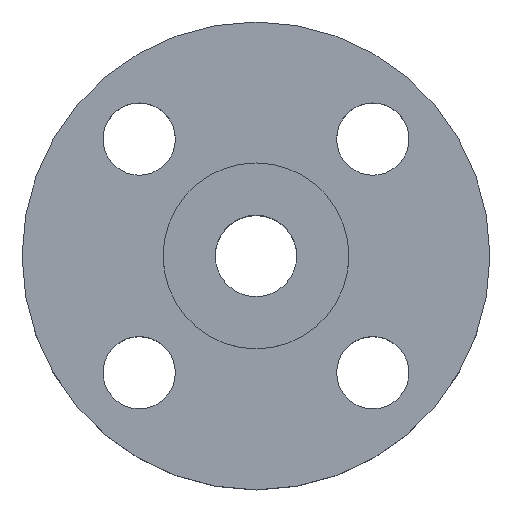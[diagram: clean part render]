
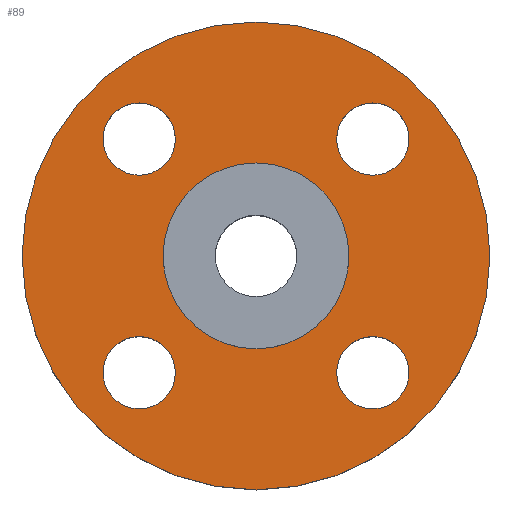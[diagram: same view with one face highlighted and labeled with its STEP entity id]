
A CAD part, top view. The second image highlights one B-rep face of the part: STEP entity #89.
In plain terms, the highlighted planar face has unit normal (0, 0, 1).
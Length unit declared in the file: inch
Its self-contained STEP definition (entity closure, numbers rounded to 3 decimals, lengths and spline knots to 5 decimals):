
#1 = CIRCLE ( 'NONE', #495, 3.625 ) ;
#24 = EDGE_LOOP ( 'NONE', ( #607, #213 ) ) ;
#26 = DIRECTION ( 'NONE',  ( 0., -1., 0. ) ) ;
#28 = ORIENTED_EDGE ( 'NONE', *, *, #153, .T. ) ;
#38 = CARTESIAN_POINT ( 'NONE',  ( -1.81019, -1.81019, 0. ) ) ;
#42 = DIRECTION ( 'NONE',  ( 0., 0., 1. ) ) ;
#57 = PLANE ( 'NONE',  #217 ) ;
#68 = ORIENTED_EDGE ( 'NONE', *, *, #334, .F. ) ;
#69 = DIRECTION ( 'NONE',  ( 1., 0., 0. ) ) ;
#80 = EDGE_LOOP ( 'NONE', ( #28, #95 ) ) ;
#82 = CARTESIAN_POINT ( 'NONE',  ( 1.81019, -2.37019, 0. ) ) ;
#87 = CARTESIAN_POINT ( 'NONE',  ( 1.81019, -1.81019, 0. ) ) ;
#89 = ADVANCED_FACE ( 'NONE', ( #297, #687, #691, #120, #360, #623 ), #57, .T. ) ;
#95 = ORIENTED_EDGE ( 'NONE', *, *, #438, .T. ) ;
#98 = DIRECTION ( 'NONE',  ( 0., 0., 1. ) ) ;
#102 = CIRCLE ( 'NONE', #696, 0.56 ) ;
#108 = DIRECTION ( 'NONE',  ( 1., 0., 0. ) ) ;
#120 = FACE_BOUND ( 'NONE', #281, .T. ) ;
#121 = CIRCLE ( 'NONE', #610, 0.56 ) ;
#123 = DIRECTION ( 'NONE',  ( 0., 0., 1. ) ) ;
#125 = EDGE_CURVE ( 'NONE', #392, #260, #121, .T. ) ;
#128 = CARTESIAN_POINT ( 'NONE',  ( -1.25019, -1.81019, 0. ) ) ;
#131 = VERTEX_POINT ( 'NONE', #635 ) ;
#132 = CARTESIAN_POINT ( 'NONE',  ( -1.81019, 2.37019, 0. ) ) ;
#139 = DIRECTION ( 'NONE',  ( 0., -1., 0. ) ) ;
#142 = VERTEX_POINT ( 'NONE', #246 ) ;
#153 = EDGE_CURVE ( 'NONE', #131, #142, #1, .T. ) ;
#157 = DIRECTION ( 'NONE',  ( 0., 0., 1. ) ) ;
#163 = VERTEX_POINT ( 'NONE', #369 ) ;
#188 = CARTESIAN_POINT ( 'NONE',  ( -1.81019, -1.81019, 0. ) ) ;
#191 = DIRECTION ( 'NONE',  ( 1., 0., 0. ) ) ;
#194 = CARTESIAN_POINT ( 'NONE',  ( 1.81019, -1.81019, 0. ) ) ;
#206 = DIRECTION ( 'NONE',  ( 0., 0., 1. ) ) ;
#209 = CIRCLE ( 'NONE', #353, 0.56 ) ;
#213 = ORIENTED_EDGE ( 'NONE', *, *, #285, .F. ) ;
#217 = AXIS2_PLACEMENT_3D ( 'NONE', #815, #294, #559 ) ;
#241 = CARTESIAN_POINT ( 'NONE',  ( -1.81019, 1.81019, 0. ) ) ;
#245 = AXIS2_PLACEMENT_3D ( 'NONE', #87, #400, #26 ) ;
#246 = CARTESIAN_POINT ( 'NONE',  ( -3.625, 0., 0. ) ) ;
#250 = VERTEX_POINT ( 'NONE', #675 ) ;
#256 = DIRECTION ( 'NONE',  ( -1., 0., 0. ) ) ;
#259 = EDGE_CURVE ( 'NONE', #260, #392, #586, .T. ) ;
#260 = VERTEX_POINT ( 'NONE', #391 ) ;
#264 = ORIENTED_EDGE ( 'NONE', *, *, #315, .F. ) ;
#281 = EDGE_LOOP ( 'NONE', ( #637, #443 ) ) ;
#282 = VERTEX_POINT ( 'NONE', #659 ) ;
#283 = AXIS2_PLACEMENT_3D ( 'NONE', #622, #807, #69 ) ;
#285 = EDGE_CURVE ( 'NONE', #664, #329, #602, .T. ) ;
#288 = EDGE_CURVE ( 'NONE', #163, #604, #811, .T. ) ;
#294 = DIRECTION ( 'NONE',  ( 0., 0., 1. ) ) ;
#297 = FACE_BOUND ( 'NONE', #667, .T. ) ;
#308 = DIRECTION ( 'NONE',  ( 0., 0., 1. ) ) ;
#315 = EDGE_CURVE ( 'NONE', #282, #613, #503, .T. ) ;
#322 = AXIS2_PLACEMENT_3D ( 'NONE', #194, #206, #139 ) ;
#329 = VERTEX_POINT ( 'NONE', #663 ) ;
#331 = DIRECTION ( 'NONE',  ( 0., 0., 1. ) ) ;
#334 = EDGE_CURVE ( 'NONE', #545, #250, #209, .T. ) ;
#336 = EDGE_CURVE ( 'NONE', #329, #664, #684, .T. ) ;
#340 = CIRCLE ( 'NONE', #708, 0.56 ) ;
#353 = AXIS2_PLACEMENT_3D ( 'NONE', #792, #331, #780 ) ;
#360 = FACE_BOUND ( 'NONE', #24, .T. ) ;
#369 = CARTESIAN_POINT ( 'NONE',  ( 2.37019, 1.81019, 0. ) ) ;
#391 = CARTESIAN_POINT ( 'NONE',  ( -2.37019, -1.81019, 0. ) ) ;
#392 = VERTEX_POINT ( 'NONE', #128 ) ;
#394 = CARTESIAN_POINT ( 'NONE',  ( 1.44, 0., 0. ) ) ;
#400 = DIRECTION ( 'NONE',  ( 0., 0., 1. ) ) ;
#417 = AXIS2_PLACEMENT_3D ( 'NONE', #594, #98, #108 ) ;
#438 = EDGE_CURVE ( 'NONE', #142, #131, #616, .T. ) ;
#443 = ORIENTED_EDGE ( 'NONE', *, *, #469, .F. ) ;
#458 = DIRECTION ( 'NONE',  ( 0., 0., 1. ) ) ;
#462 = DIRECTION ( 'NONE',  ( -1., 0., 0. ) ) ;
#469 = EDGE_CURVE ( 'NONE', #604, #163, #102, .T. ) ;
#483 = EDGE_CURVE ( 'NONE', #250, #545, #340, .T. ) ;
#495 = AXIS2_PLACEMENT_3D ( 'NONE', #700, #308, #191 ) ;
#499 = DIRECTION ( 'NONE',  ( 0., 1., 0. ) ) ;
#503 = CIRCLE ( 'NONE', #245, 0.56 ) ;
#504 = DIRECTION ( 'NONE',  ( 1., 0., 0. ) ) ;
#525 = EDGE_CURVE ( 'NONE', #613, #282, #671, .T. ) ;
#529 = CARTESIAN_POINT ( 'NONE',  ( 1.25019, 1.81019, 0. ) ) ;
#545 = VERTEX_POINT ( 'NONE', #132 ) ;
#556 = AXIS2_PLACEMENT_3D ( 'NONE', #672, #157, #721 ) ;
#559 = DIRECTION ( 'NONE',  ( 1., 0., 0. ) ) ;
#568 = DIRECTION ( 'NONE',  ( 0., 0., 1. ) ) ;
#575 = ORIENTED_EDGE ( 'NONE', *, *, #525, .F. ) ;
#578 = EDGE_LOOP ( 'NONE', ( #68, #793 ) ) ;
#580 = ORIENTED_EDGE ( 'NONE', *, *, #259, .F. ) ;
#586 = CIRCLE ( 'NONE', #658, 0.56 ) ;
#594 = CARTESIAN_POINT ( 'NONE',  ( 0., 0., 0. ) ) ;
#601 = DIRECTION ( 'NONE',  ( 1., 0., 0. ) ) ;
#602 = CIRCLE ( 'NONE', #709, 1.44 ) ;
#604 = VERTEX_POINT ( 'NONE', #529 ) ;
#607 = ORIENTED_EDGE ( 'NONE', *, *, #336, .F. ) ;
#610 = AXIS2_PLACEMENT_3D ( 'NONE', #188, #647, #256 ) ;
#613 = VERTEX_POINT ( 'NONE', #82 ) ;
#616 = CIRCLE ( 'NONE', #283, 3.625 ) ;
#622 = CARTESIAN_POINT ( 'NONE',  ( 0., 0., 0. ) ) ;
#623 = FACE_OUTER_BOUND ( 'NONE', #80, .T. ) ;
#635 = CARTESIAN_POINT ( 'NONE',  ( 3.625, 0., 0. ) ) ;
#637 = ORIENTED_EDGE ( 'NONE', *, *, #288, .F. ) ;
#647 = DIRECTION ( 'NONE',  ( 0., 0., 1. ) ) ;
#655 = EDGE_LOOP ( 'NONE', ( #580, #718 ) ) ;
#658 = AXIS2_PLACEMENT_3D ( 'NONE', #38, #42, #462 ) ;
#659 = CARTESIAN_POINT ( 'NONE',  ( 1.81019, -1.25019, 0. ) ) ;
#663 = CARTESIAN_POINT ( 'NONE',  ( -1.44, 0., 0. ) ) ;
#664 = VERTEX_POINT ( 'NONE', #394 ) ;
#666 = CARTESIAN_POINT ( 'NONE',  ( 0., 0., 0. ) ) ;
#667 = EDGE_LOOP ( 'NONE', ( #575, #264 ) ) ;
#671 = CIRCLE ( 'NONE', #322, 0.56 ) ;
#672 = CARTESIAN_POINT ( 'NONE',  ( 1.81019, 1.81019, 0. ) ) ;
#675 = CARTESIAN_POINT ( 'NONE',  ( -1.81019, 1.25019, 0. ) ) ;
#684 = CIRCLE ( 'NONE', #417, 1.44 ) ;
#687 = FACE_BOUND ( 'NONE', #655, .T. ) ;
#691 = FACE_BOUND ( 'NONE', #578, .T. ) ;
#692 = CARTESIAN_POINT ( 'NONE',  ( 1.81019, 1.81019, 0. ) ) ;
#696 = AXIS2_PLACEMENT_3D ( 'NONE', #692, #123, #504 ) ;
#700 = CARTESIAN_POINT ( 'NONE',  ( 0., 0., 0. ) ) ;
#708 = AXIS2_PLACEMENT_3D ( 'NONE', #241, #568, #499 ) ;
#709 = AXIS2_PLACEMENT_3D ( 'NONE', #666, #458, #601 ) ;
#718 = ORIENTED_EDGE ( 'NONE', *, *, #125, .F. ) ;
#721 = DIRECTION ( 'NONE',  ( 1., 0., 0. ) ) ;
#780 = DIRECTION ( 'NONE',  ( 0., 1., 0. ) ) ;
#792 = CARTESIAN_POINT ( 'NONE',  ( -1.81019, 1.81019, 0. ) ) ;
#793 = ORIENTED_EDGE ( 'NONE', *, *, #483, .F. ) ;
#807 = DIRECTION ( 'NONE',  ( 0., 0., 1. ) ) ;
#811 = CIRCLE ( 'NONE', #556, 0.56 ) ;
#815 = CARTESIAN_POINT ( 'NONE',  ( 0., 0., 0. ) ) ;
